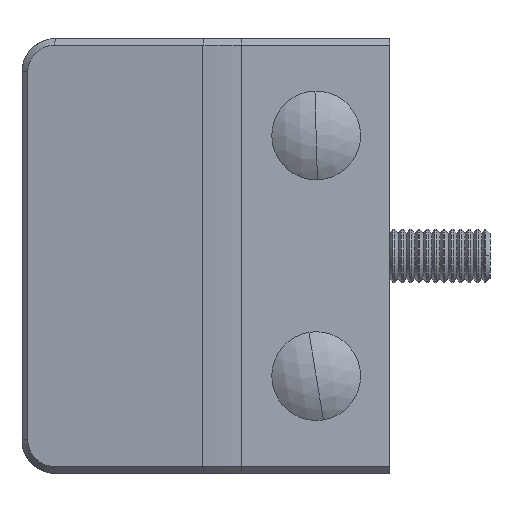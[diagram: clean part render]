
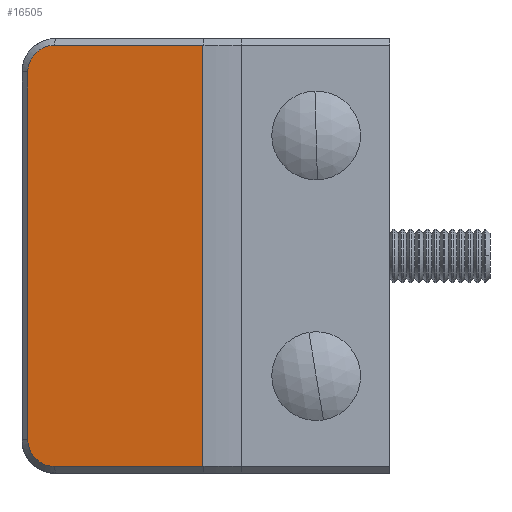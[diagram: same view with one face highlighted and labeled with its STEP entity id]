
A CAD part, top view. The second image highlights one B-rep face of the part: STEP entity #16505.
In plain terms, the highlighted face is planar.
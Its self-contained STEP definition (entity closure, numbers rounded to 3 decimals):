
#1232 = CARTESIAN_POINT ( 'NONE',  ( -52.593, 30.698, -6.326 ) ) ;
#2147 = PLANE ( 'NONE',  #20202 ) ;
#2314 = CARTESIAN_POINT ( 'NONE',  ( -54.029, -28.548, -6.131 ) ) ;
#2868 = B_SPLINE_CURVE_WITH_KNOTS ( 'NONE', 3,
 ( #53356, #69187, #9553, #22581, #62833, #42850, #42006, #2314, #8970, #55922 ),
 .UNSPECIFIED., .F., .F.,
 ( 4, 2, 2, 2, 4 ),
 ( 0., 0.25, 0.5, 0.75, 1. ),
 .UNSPECIFIED. ) ;
#4223 = ORIENTED_EDGE ( 'NONE', *, *, #72168, .T. ) ;
#4244 = FACE_OUTER_BOUND ( 'NONE', #37556, .T. ) ;
#7254 = DIRECTION ( 'NONE',  ( 0.991, 0., -0.134 ) ) ;
#8970 = CARTESIAN_POINT ( 'NONE',  ( -54.134, -28.024, -6.117 ) ) ;
#9080 = DIRECTION ( 'NONE',  ( 0.134, 0., 0.991 ) ) ;
#9553 = CARTESIAN_POINT ( 'NONE',  ( -51.182, -31.395, -6.517 ) ) ;
#10644 = CARTESIAN_POINT ( 'NONE',  ( -55., -31.5, -6. ) ) ;
#16505 = ADVANCED_FACE ( 'NONE', ( #4244 ), #2147, .F. ) ;
#16523 = VERTEX_POINT ( 'NONE', #16901 ) ;
#16681 = LINE ( 'NONE', #82903, #73704 ) ;
#16901 = CARTESIAN_POINT ( 'NONE',  ( -27.948, 31.5, -9.66 ) ) ;
#20126 = CARTESIAN_POINT ( 'NONE',  ( -54.134, 28.023, -6.117 ) ) ;
#20202 = AXIS2_PLACEMENT_3D ( 'NONE', #61810, #9080, #55468 ) ;
#22581 = CARTESIAN_POINT ( 'NONE',  ( -52.147, -30.996, -6.386 ) ) ;
#25987 = CARTESIAN_POINT ( 'NONE',  ( -50.134, -31.5, -6.658 ) ) ;
#26712 = CARTESIAN_POINT ( 'NONE',  ( -53.332, 29.959, -6.226 ) ) ;
#30415 = EDGE_CURVE ( 'NONE', #85241, #75808, #2868, .T. ) ;
#33681 = CARTESIAN_POINT ( 'NONE',  ( -51.182, 31.395, -6.517 ) ) ;
#35176 = EDGE_CURVE ( 'NONE', #35804, #85241, #75143, .T. ) ;
#35804 = VERTEX_POINT ( 'NONE', #55492 ) ;
#37556 = EDGE_LOOP ( 'NONE', ( #81047, #59538, #4223, #76041, #62271, #56237 ) ) ;
#41059 = VECTOR ( 'NONE', #74083, 1000. ) ;
#42006 = CARTESIAN_POINT ( 'NONE',  ( -53.63, -29.513, -6.185 ) ) ;
#42850 = CARTESIAN_POINT ( 'NONE',  ( -53.332, -29.959, -6.226 ) ) ;
#42852 = CARTESIAN_POINT ( 'NONE',  ( -54.134, -27.5, -6.117 ) ) ;
#43350 = DIRECTION ( 'NONE',  ( -0.991, 0., 0.134 ) ) ;
#46728 = EDGE_CURVE ( 'NONE', #55993, #16523, #52886, .T. ) ;
#47796 = CARTESIAN_POINT ( 'NONE',  ( -27.948, 31.5, -9.66 ) ) ;
#52886 = LINE ( 'NONE', #47796, #75580 ) ;
#53356 = CARTESIAN_POINT ( 'NONE',  ( -50.134, -31.5, -6.658 ) ) ;
#53856 = CARTESIAN_POINT ( 'NONE',  ( -27.948, 32.5, -9.66 ) ) ;
#53996 = CARTESIAN_POINT ( 'NONE',  ( -54.134, 27.5, -6.117 ) ) ;
#54672 = EDGE_CURVE ( 'NONE', #85026, #55993, #74866, .T. ) ;
#55385 = EDGE_CURVE ( 'NONE', #75808, #85026, #16681, .T. ) ;
#55468 = DIRECTION ( 'NONE',  ( 0.991, 0., -0.134 ) ) ;
#55492 = CARTESIAN_POINT ( 'NONE',  ( -27.948, -31.5, -9.66 ) ) ;
#55922 = CARTESIAN_POINT ( 'NONE',  ( -54.134, -27.5, -6.117 ) ) ;
#55993 = VERTEX_POINT ( 'NONE', #83019 ) ;
#56237 = ORIENTED_EDGE ( 'NONE', *, *, #55385, .T. ) ;
#56610 = DIRECTION ( 'NONE',  ( 0., 1., 0. ) ) ;
#59538 = ORIENTED_EDGE ( 'NONE', *, *, #46728, .T. ) ;
#60045 = CARTESIAN_POINT ( 'NONE',  ( -53.63, 29.513, -6.185 ) ) ;
#60334 = CARTESIAN_POINT ( 'NONE',  ( -50.134, 31.5, -6.658 ) ) ;
#61810 = CARTESIAN_POINT ( 'NONE',  ( -55., 32.5, -6. ) ) ;
#62271 = ORIENTED_EDGE ( 'NONE', *, *, #30415, .T. ) ;
#62833 = CARTESIAN_POINT ( 'NONE',  ( -52.593, -30.698, -6.326 ) ) ;
#66714 = CARTESIAN_POINT ( 'NONE',  ( -50.658, 31.5, -6.587 ) ) ;
#66989 = CARTESIAN_POINT ( 'NONE',  ( -52.147, 30.996, -6.386 ) ) ;
#69187 = CARTESIAN_POINT ( 'NONE',  ( -50.657, -31.5, -6.588 ) ) ;
#70276 = CARTESIAN_POINT ( 'NONE',  ( -54.134, 27.5, -6.117 ) ) ;
#72168 = EDGE_CURVE ( 'NONE', #16523, #35804, #75254, .T. ) ;
#73080 = CARTESIAN_POINT ( 'NONE',  ( -54.029, 28.548, -6.131 ) ) ;
#73704 = VECTOR ( 'NONE', #56610, 1000. ) ;
#74083 = DIRECTION ( 'NONE',  ( 0., -1., 0. ) ) ;
#74866 = B_SPLINE_CURVE_WITH_KNOTS ( 'NONE', 3,
 ( #53996, #20126, #73080, #60045, #26712, #1232, #66989, #33681, #66714, #60334 ),
 .UNSPECIFIED., .F., .F.,
 ( 4, 2, 2, 2, 4 ),
 ( 0., 0.25, 0.5, 0.75, 1. ),
 .UNSPECIFIED. ) ;
#75143 = LINE ( 'NONE', #10644, #83426 ) ;
#75254 = LINE ( 'NONE', #53856, #41059 ) ;
#75580 = VECTOR ( 'NONE', #7254, 1000. ) ;
#75808 = VERTEX_POINT ( 'NONE', #42852 ) ;
#76041 = ORIENTED_EDGE ( 'NONE', *, *, #35176, .T. ) ;
#81047 = ORIENTED_EDGE ( 'NONE', *, *, #54672, .T. ) ;
#82903 = CARTESIAN_POINT ( 'NONE',  ( -54.134, 32.5, -6.117 ) ) ;
#83019 = CARTESIAN_POINT ( 'NONE',  ( -50.134, 31.5, -6.658 ) ) ;
#83426 = VECTOR ( 'NONE', #43350, 1000. ) ;
#85026 = VERTEX_POINT ( 'NONE', #70276 ) ;
#85241 = VERTEX_POINT ( 'NONE', #25987 ) ;
